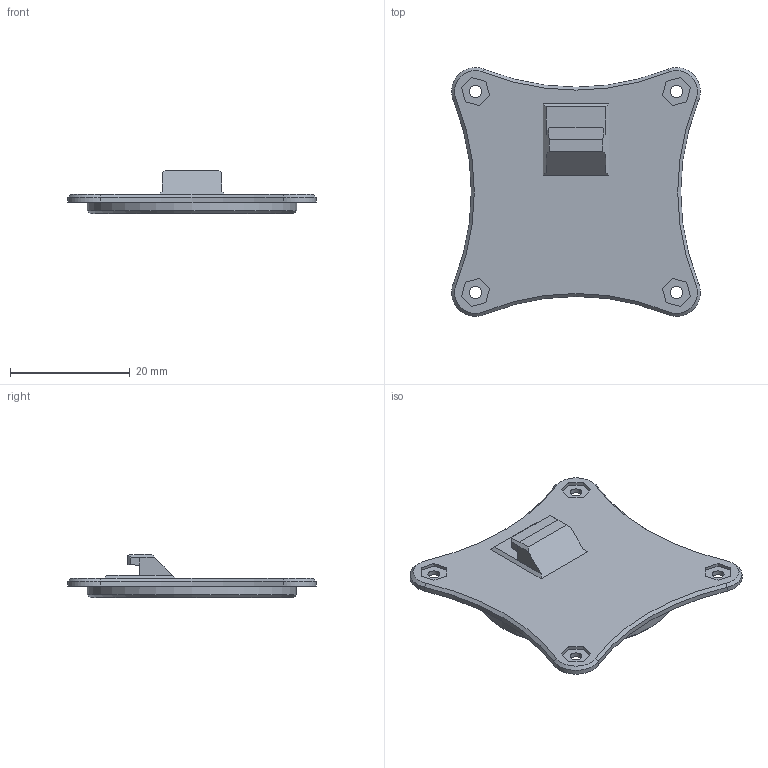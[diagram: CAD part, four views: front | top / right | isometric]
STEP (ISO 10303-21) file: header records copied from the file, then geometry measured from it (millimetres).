
FILE_DESCRIPTION(/* description */ ('STEP AP242','CAx-IF Rec.Pracs.---Representation and Presentation of Product Manufacturing Information (PMI)---4.0---2014-10-13','CAx-IF Rec.Pracs.---3D Tessellated Geometry---0.4---2014-09-14','2;1'),/* implementation_level */ '2;1');
FILE_NAME(/* name */ '659fa650ab4d6a061adaff05',/* time_stamp */ '2024-01-11T08:26:57Z',/* author */ (''),/* organization */ (''),/* preprocessor_version */ 'ST-DEVELOPER v19.4',/* originating_system */ ' ',/* authorisation */ ' ');
FILE_SCHEMA (('AP242_MANAGED_MODEL_BASED_3D_ENGINEERING_MIM_LF { 1 0 10303 442 1 1 4 }'));
Length unit declared in the file: metre
Products named in the file (1): Bottom Logo filler
Bounding box: 41.58 x 41.58 x 7.2 mm (x, y, z)
Volume: 3839.5 mm3; surface area: 3353.9 mm2
Topology: 1 solids, 1 shells, 74 faces, 184 edges, 117 vertices
Faces by surface type: plane 52, cylinder 13, cone 9
Full cylindrical faces by diameter (mm): 2 x4, 35 x1
Entity records: 2173 total; most frequent: DIRECTION 369, CARTESIAN_POINT 368, ORIENTED_EDGE 354, EDGE_CURVE 177, LINE 135, VECTOR 135, AXIS2_PLACEMENT_3D 117, VERTEX_POINT 116
